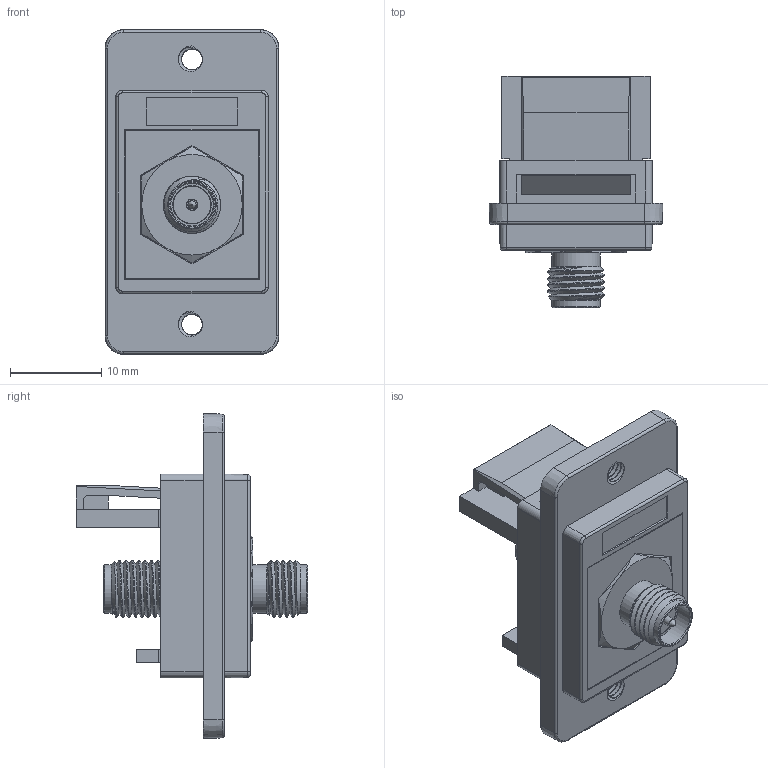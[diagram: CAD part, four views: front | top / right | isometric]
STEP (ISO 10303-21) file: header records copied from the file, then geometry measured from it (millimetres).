
FILE_DESCRIPTION(/* description */ (''),/* implementation_level */ '2;1');
FILE_NAME(/* name */ 'CP30761MB3.stp',/* time_stamp */ '2025-09-17T15:28:01+01:00',/* author */ ('TOttley'),/* organization */ (''),/* preprocessor_version */ 'ST-DEVELOPER v20',/* originating_system */ 'Autodesk Inventor 2025',/* authorisation */ '');
FILE_SCHEMA (('AUTOMOTIVE_DESIGN { 1 0 10303 214 3 1 1 }'));
Length unit declared in the file: millimetre
Products named in the file (1): Part1
Bounding box: 19 x 25.3 x 35.5 mm (x, y, z)
Volume: 3371.3 mm3; surface area: 5379 mm2
Topology: 1 solids, 2 shells, 298 faces, 783 edges, 502 vertices
Faces by surface type: plane 138, cylinder 72, cone 51, bspline 29, torus 8
Full cylindrical faces by diameter (mm): 0.9 x2, 1.27 x3, 1.5 x1, 2.259 x2, 3.9 x1, 4.1 x4, 4.65 x2, 5.3 x3, 6.25 x19, 9.8 x1
Entity records: 16167 total; most frequent: CARTESIAN_POINT 8827, ORIENTED_EDGE 1566, DIRECTION 1282, EDGE_CURVE 783, VERTEX_POINT 502, AXIS2_PLACEMENT_3D 432, LINE 418, VECTOR 418
